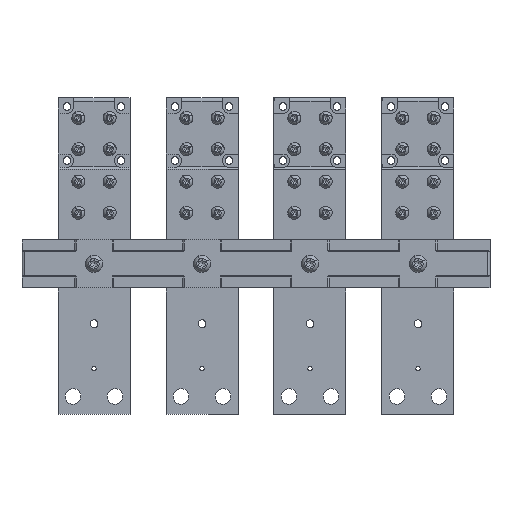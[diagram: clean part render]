
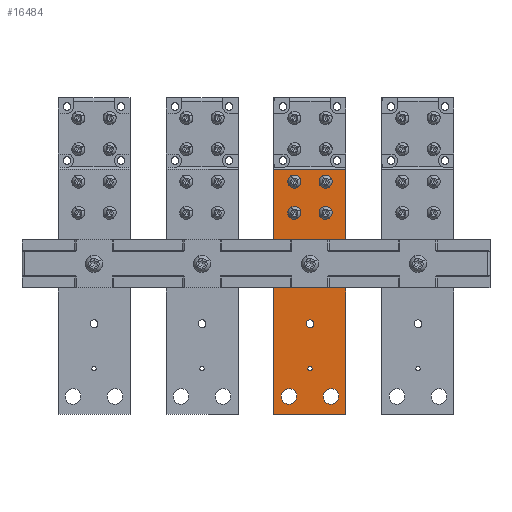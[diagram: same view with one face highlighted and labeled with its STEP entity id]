
A CAD part, front view. The second image highlights one B-rep face of the part: STEP entity #16484.
In plain terms, the highlighted planar face has unit normal (0, -1, 0).
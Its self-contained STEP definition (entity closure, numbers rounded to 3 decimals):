
#16137=AXIS2_PLACEMENT_3D('Circle Axis2P3D',#16135,#16136,$) ;
#16171=AXIS2_PLACEMENT_3D('Circle Axis2P3D',#16169,#16170,$) ;
#16300=AXIS2_PLACEMENT_3D('Plane Axis2P3D',#16297,#16298,#16299) ;
#16338=AXIS2_PLACEMENT_3D('Circle Axis2P3D',#16336,#16337,$) ;
#16347=AXIS2_PLACEMENT_3D('Circle Axis2P3D',#16345,#16346,$) ;
#16360=AXIS2_PLACEMENT_3D('Circle Axis2P3D',#16358,#16359,$) ;
#16369=AXIS2_PLACEMENT_3D('Circle Axis2P3D',#16367,#16368,$) ;
#16378=AXIS2_PLACEMENT_3D('Circle Axis2P3D',#16376,#16377,$) ;
#16387=AXIS2_PLACEMENT_3D('Circle Axis2P3D',#16385,#16386,$) ;
#16396=AXIS2_PLACEMENT_3D('Circle Axis2P3D',#16394,#16395,$) ;
#16405=AXIS2_PLACEMENT_3D('Circle Axis2P3D',#16403,#16404,$) ;
#16414=AXIS2_PLACEMENT_3D('Circle Axis2P3D',#16412,#16413,$) ;
#16423=AXIS2_PLACEMENT_3D('Circle Axis2P3D',#16421,#16422,$) ;
#16432=AXIS2_PLACEMENT_3D('Circle Axis2P3D',#16430,#16431,$) ;
#16441=AXIS2_PLACEMENT_3D('Circle Axis2P3D',#16439,#16440,$) ;
#16450=AXIS2_PLACEMENT_3D('Circle Axis2P3D',#16448,#16449,$) ;
#16459=AXIS2_PLACEMENT_3D('Circle Axis2P3D',#16457,#16458,$) ;
#16468=AXIS2_PLACEMENT_3D('Circle Axis2P3D',#16466,#16467,$) ;
#16477=AXIS2_PLACEMENT_3D('Circle Axis2P3D',#16475,#16476,$) ;
#16118=CARTESIAN_POINT('Vertex',(-50.917,-37.,-64.907)) ;
#16132=CARTESIAN_POINT('Vertex',(-45.083,-37.,-68.093)) ;
#16135=CARTESIAN_POINT('Axis2P3D Location',(-48.,-37.,-66.5)) ;
#16169=CARTESIAN_POINT('Axis2P3D Location',(-48.,-37.,-66.5)) ;
#16297=CARTESIAN_POINT('Axis2P3D Location',(-78.,-37.,62.)) ;
#16302=CARTESIAN_POINT('Line Origine',(-18.,-37.,-40.)) ;
#16306=CARTESIAN_POINT('Vertex',(-18.,-37.,-142.)) ;
#16308=CARTESIAN_POINT('Vertex',(-18.,-37.,62.)) ;
#16311=CARTESIAN_POINT('Line Origine',(-48.,-37.,62.)) ;
#16315=CARTESIAN_POINT('Vertex',(-78.,-37.,62.)) ;
#16318=CARTESIAN_POINT('Line Origine',(-78.,-37.,-40.)) ;
#16322=CARTESIAN_POINT('Vertex',(-78.,-37.,-142.)) ;
#16325=CARTESIAN_POINT('Line Origine',(-48.,-37.,-142.)) ;
#16336=CARTESIAN_POINT('Axis2P3D Location',(-48.,-37.,-16.5)) ;
#16340=CARTESIAN_POINT('Vertex',(-50.917,-37.,-14.907)) ;
#16342=CARTESIAN_POINT('Vertex',(-45.083,-37.,-18.093)) ;
#16345=CARTESIAN_POINT('Axis2P3D Location',(-48.,-37.,-16.5)) ;
#16358=CARTESIAN_POINT('Axis2P3D Location',(-35.,-37.,52.)) ;
#16362=CARTESIAN_POINT('Vertex',(-39.827,-37.,54.637)) ;
#16364=CARTESIAN_POINT('Vertex',(-30.173,-37.,49.363)) ;
#16367=CARTESIAN_POINT('Axis2P3D Location',(-35.,-37.,52.)) ;
#16376=CARTESIAN_POINT('Axis2P3D Location',(-65.5,-37.,-127.)) ;
#16380=CARTESIAN_POINT('Vertex',(-59.796,-37.,-123.884)) ;
#16382=CARTESIAN_POINT('Vertex',(-71.204,-37.,-130.116)) ;
#16385=CARTESIAN_POINT('Axis2P3D Location',(-65.5,-37.,-127.)) ;
#16394=CARTESIAN_POINT('Axis2P3D Location',(-48.,-37.,-104.)) ;
#16398=CARTESIAN_POINT('Vertex',(-46.42,-37.,-103.137)) ;
#16400=CARTESIAN_POINT('Vertex',(-49.58,-37.,-104.863)) ;
#16403=CARTESIAN_POINT('Axis2P3D Location',(-48.,-37.,-104.)) ;
#16412=CARTESIAN_POINT('Axis2P3D Location',(-30.5,-37.,-127.)) ;
#16416=CARTESIAN_POINT('Vertex',(-24.796,-37.,-123.884)) ;
#16418=CARTESIAN_POINT('Vertex',(-36.204,-37.,-130.116)) ;
#16421=CARTESIAN_POINT('Axis2P3D Location',(-30.5,-37.,-127.)) ;
#16430=CARTESIAN_POINT('Axis2P3D Location',(-61.,-37.,52.)) ;
#16434=CARTESIAN_POINT('Vertex',(-65.827,-37.,54.637)) ;
#16436=CARTESIAN_POINT('Vertex',(-56.173,-37.,49.363)) ;
#16439=CARTESIAN_POINT('Axis2P3D Location',(-61.,-37.,52.)) ;
#16448=CARTESIAN_POINT('Axis2P3D Location',(-35.,-37.,26.)) ;
#16452=CARTESIAN_POINT('Vertex',(-39.827,-37.,28.637)) ;
#16454=CARTESIAN_POINT('Vertex',(-30.173,-37.,23.363)) ;
#16457=CARTESIAN_POINT('Axis2P3D Location',(-35.,-37.,26.)) ;
#16466=CARTESIAN_POINT('Axis2P3D Location',(-61.,-37.,26.)) ;
#16470=CARTESIAN_POINT('Vertex',(-65.827,-37.,28.637)) ;
#16472=CARTESIAN_POINT('Vertex',(-56.173,-37.,23.363)) ;
#16475=CARTESIAN_POINT('Axis2P3D Location',(-61.,-37.,26.)) ;
#16136=DIRECTION('Axis2P3D Direction',(0.,1.,0.)) ;
#16170=DIRECTION('Axis2P3D Direction',(0.,1.,0.)) ;
#16298=DIRECTION('Axis2P3D Direction',(0.,-1.,0.)) ;
#16299=DIRECTION('Axis2P3D XDirection',(0.,0.,-1.)) ;
#16303=DIRECTION('Vector Direction',(0.,0.,-1.)) ;
#16312=DIRECTION('Vector Direction',(1.,0.,0.)) ;
#16319=DIRECTION('Vector Direction',(0.,0.,-1.)) ;
#16326=DIRECTION('Vector Direction',(1.,0.,0.)) ;
#16337=DIRECTION('Axis2P3D Direction',(0.,-1.,0.)) ;
#16346=DIRECTION('Axis2P3D Direction',(0.,-1.,0.)) ;
#16359=DIRECTION('Axis2P3D Direction',(0.,-1.,0.)) ;
#16368=DIRECTION('Axis2P3D Direction',(0.,-1.,0.)) ;
#16377=DIRECTION('Axis2P3D Direction',(0.,-1.,0.)) ;
#16386=DIRECTION('Axis2P3D Direction',(0.,-1.,0.)) ;
#16395=DIRECTION('Axis2P3D Direction',(0.,-1.,0.)) ;
#16404=DIRECTION('Axis2P3D Direction',(0.,-1.,0.)) ;
#16413=DIRECTION('Axis2P3D Direction',(0.,-1.,0.)) ;
#16422=DIRECTION('Axis2P3D Direction',(0.,-1.,0.)) ;
#16431=DIRECTION('Axis2P3D Direction',(0.,-1.,0.)) ;
#16440=DIRECTION('Axis2P3D Direction',(0.,-1.,0.)) ;
#16449=DIRECTION('Axis2P3D Direction',(0.,-1.,0.)) ;
#16458=DIRECTION('Axis2P3D Direction',(0.,-1.,0.)) ;
#16467=DIRECTION('Axis2P3D Direction',(0.,-1.,0.)) ;
#16476=DIRECTION('Axis2P3D Direction',(0.,-1.,0.)) ;
#16304=VECTOR('Line Direction',#16303,1.) ;
#16313=VECTOR('Line Direction',#16312,1.) ;
#16320=VECTOR('Line Direction',#16319,1.) ;
#16327=VECTOR('Line Direction',#16326,1.) ;
#16331=ORIENTED_EDGE('',*,*,#16310,.T.) ;
#16332=ORIENTED_EDGE('',*,*,#16317,.F.) ;
#16333=ORIENTED_EDGE('',*,*,#16324,.F.) ;
#16334=ORIENTED_EDGE('',*,*,#16329,.T.) ;
#16351=ORIENTED_EDGE('',*,*,#16344,.F.) ;
#16352=ORIENTED_EDGE('',*,*,#16349,.F.) ;
#16355=ORIENTED_EDGE('',*,*,#16173,.F.) ;
#16356=ORIENTED_EDGE('',*,*,#16139,.F.) ;
#16373=ORIENTED_EDGE('',*,*,#16366,.F.) ;
#16374=ORIENTED_EDGE('',*,*,#16371,.F.) ;
#16391=ORIENTED_EDGE('',*,*,#16384,.F.) ;
#16392=ORIENTED_EDGE('',*,*,#16389,.F.) ;
#16409=ORIENTED_EDGE('',*,*,#16402,.F.) ;
#16410=ORIENTED_EDGE('',*,*,#16407,.F.) ;
#16427=ORIENTED_EDGE('',*,*,#16420,.F.) ;
#16428=ORIENTED_EDGE('',*,*,#16425,.F.) ;
#16445=ORIENTED_EDGE('',*,*,#16438,.F.) ;
#16446=ORIENTED_EDGE('',*,*,#16443,.F.) ;
#16463=ORIENTED_EDGE('',*,*,#16456,.F.) ;
#16464=ORIENTED_EDGE('',*,*,#16461,.F.) ;
#16481=ORIENTED_EDGE('',*,*,#16474,.F.) ;
#16482=ORIENTED_EDGE('',*,*,#16479,.F.) ;
#16353=FACE_BOUND('',#16350,.T.) ;
#16357=FACE_BOUND('',#16354,.T.) ;
#16375=FACE_BOUND('',#16372,.T.) ;
#16393=FACE_BOUND('',#16390,.T.) ;
#16411=FACE_BOUND('',#16408,.T.) ;
#16429=FACE_BOUND('',#16426,.T.) ;
#16447=FACE_BOUND('',#16444,.T.) ;
#16465=FACE_BOUND('',#16462,.T.) ;
#16483=FACE_BOUND('',#16480,.T.) ;
#16484=ADVANCED_FACE('RB7556802_1PD_001_00_FRONT TERMINAL ASSEMBLY E2.2 WITHDRAWABL.9\\RB7552001_1PA_001_00_FRONT TERMINAL E2.2 FIXED.1\\PartBody',(#16335,#16353,#16357,#16375,#16393,#16411,#16429,#16447,#16465,#16483),#16301,.T.) ;
#16138=CIRCLE('generated circle',#16137,3.324) ;
#16172=CIRCLE('generated circle',#16171,3.324) ;
#16339=CIRCLE('generated circle',#16338,3.324) ;
#16348=CIRCLE('generated circle',#16347,3.324) ;
#16361=CIRCLE('generated circle',#16360,5.5) ;
#16370=CIRCLE('generated circle',#16369,5.5) ;
#16379=CIRCLE('generated circle',#16378,6.5) ;
#16388=CIRCLE('generated circle',#16387,6.5) ;
#16397=CIRCLE('generated circle',#16396,1.8) ;
#16406=CIRCLE('generated circle',#16405,1.8) ;
#16415=CIRCLE('generated circle',#16414,6.5) ;
#16424=CIRCLE('generated circle',#16423,6.5) ;
#16433=CIRCLE('generated circle',#16432,5.5) ;
#16442=CIRCLE('generated circle',#16441,5.5) ;
#16451=CIRCLE('generated circle',#16450,5.5) ;
#16460=CIRCLE('generated circle',#16459,5.5) ;
#16469=CIRCLE('generated circle',#16468,5.5) ;
#16478=CIRCLE('generated circle',#16477,5.5) ;
#16139=EDGE_CURVE('',#16133,#16119,#16138,.F.) ;
#16173=EDGE_CURVE('',#16119,#16133,#16172,.F.) ;
#16310=EDGE_CURVE('',#16307,#16309,#16305,.F.) ;
#16317=EDGE_CURVE('',#16316,#16309,#16314,.T.) ;
#16324=EDGE_CURVE('',#16323,#16316,#16321,.F.) ;
#16329=EDGE_CURVE('',#16323,#16307,#16328,.T.) ;
#16344=EDGE_CURVE('',#16341,#16343,#16339,.T.) ;
#16349=EDGE_CURVE('',#16343,#16341,#16348,.T.) ;
#16366=EDGE_CURVE('',#16363,#16365,#16361,.T.) ;
#16371=EDGE_CURVE('',#16365,#16363,#16370,.T.) ;
#16384=EDGE_CURVE('',#16381,#16383,#16379,.T.) ;
#16389=EDGE_CURVE('',#16383,#16381,#16388,.T.) ;
#16402=EDGE_CURVE('',#16399,#16401,#16397,.T.) ;
#16407=EDGE_CURVE('',#16401,#16399,#16406,.T.) ;
#16420=EDGE_CURVE('',#16417,#16419,#16415,.T.) ;
#16425=EDGE_CURVE('',#16419,#16417,#16424,.T.) ;
#16438=EDGE_CURVE('',#16435,#16437,#16433,.T.) ;
#16443=EDGE_CURVE('',#16437,#16435,#16442,.T.) ;
#16456=EDGE_CURVE('',#16453,#16455,#16451,.T.) ;
#16461=EDGE_CURVE('',#16455,#16453,#16460,.T.) ;
#16474=EDGE_CURVE('',#16471,#16473,#16469,.T.) ;
#16479=EDGE_CURVE('',#16473,#16471,#16478,.T.) ;
#16330=EDGE_LOOP('',(#16331,#16332,#16333,#16334)) ;
#16350=EDGE_LOOP('',(#16351,#16352)) ;
#16354=EDGE_LOOP('',(#16355,#16356)) ;
#16372=EDGE_LOOP('',(#16373,#16374)) ;
#16390=EDGE_LOOP('',(#16391,#16392)) ;
#16408=EDGE_LOOP('',(#16409,#16410)) ;
#16426=EDGE_LOOP('',(#16427,#16428)) ;
#16444=EDGE_LOOP('',(#16445,#16446)) ;
#16462=EDGE_LOOP('',(#16463,#16464)) ;
#16480=EDGE_LOOP('',(#16481,#16482)) ;
#16335=FACE_OUTER_BOUND('',#16330,.T.) ;
#16305=LINE('Line',#16302,#16304) ;
#16314=LINE('Line',#16311,#16313) ;
#16321=LINE('Line',#16318,#16320) ;
#16328=LINE('Line',#16325,#16327) ;
#16301=PLANE('',#16300) ;
#16119=VERTEX_POINT('',#16118) ;
#16133=VERTEX_POINT('',#16132) ;
#16307=VERTEX_POINT('',#16306) ;
#16309=VERTEX_POINT('',#16308) ;
#16316=VERTEX_POINT('',#16315) ;
#16323=VERTEX_POINT('',#16322) ;
#16341=VERTEX_POINT('',#16340) ;
#16343=VERTEX_POINT('',#16342) ;
#16363=VERTEX_POINT('',#16362) ;
#16365=VERTEX_POINT('',#16364) ;
#16381=VERTEX_POINT('',#16380) ;
#16383=VERTEX_POINT('',#16382) ;
#16399=VERTEX_POINT('',#16398) ;
#16401=VERTEX_POINT('',#16400) ;
#16417=VERTEX_POINT('',#16416) ;
#16419=VERTEX_POINT('',#16418) ;
#16435=VERTEX_POINT('',#16434) ;
#16437=VERTEX_POINT('',#16436) ;
#16453=VERTEX_POINT('',#16452) ;
#16455=VERTEX_POINT('',#16454) ;
#16471=VERTEX_POINT('',#16470) ;
#16473=VERTEX_POINT('',#16472) ;
